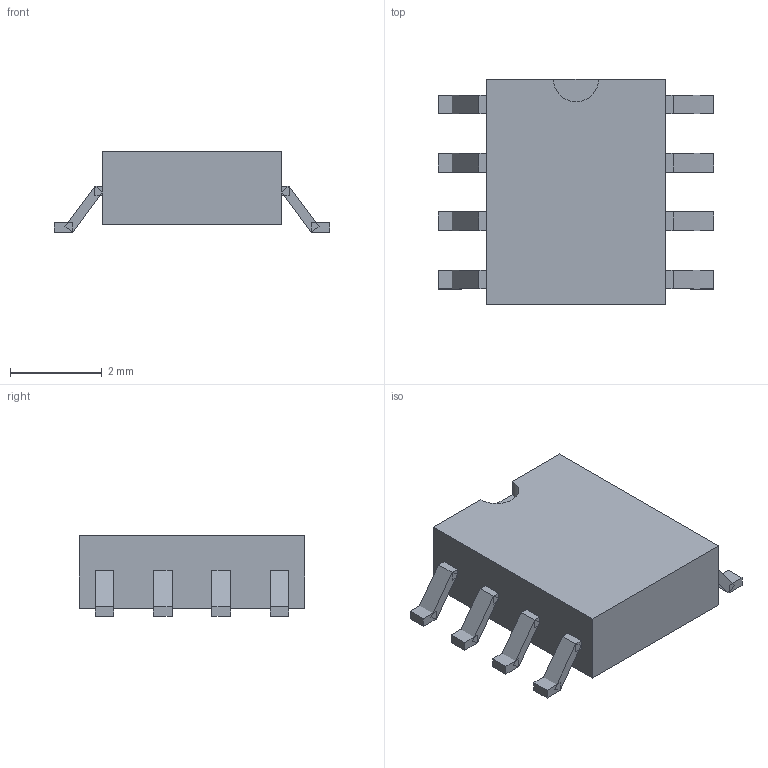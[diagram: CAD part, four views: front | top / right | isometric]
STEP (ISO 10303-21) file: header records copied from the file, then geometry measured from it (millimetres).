
FILE_DESCRIPTION(('FreeCAD Model'),'2;1');
FILE_NAME('LME49720MA','2017-08-05T17:08:35',( 'Author'),('SamacSys'),'','','Unknown' );
FILE_SCHEMA(('AUTOMOTIVE_DESIGN_CC2 { 1 2 10303 214 -1 1 5 4 }'));
Length unit declared in the file: millimetre
Products named in the file (26): ASSEMBLY; Pin1Ident; Shoulder0001; Leg0001; Foot0001; Shoulder0002; Leg0002; Foot0002; Shoulder0003; Foot0003; Leg0003; Shoulder0004; Leg0004; Foot0004; Shoulder0005; Leg0005; Foot0005; Shoulder0006; Leg0006; Foot0006; Shoulder0007; Leg0007; Foot0007; Shoulder0008; Leg0008; Foot0008
Assembly tree (25 placements, depth 2):
  ASSEMBLY
    Pin1Ident
    Shoulder0001
    Leg0001
    Foot0001
    Shoulder0002
    Leg0002
    Foot0002
    Shoulder0003
    Foot0003
    Leg0003
    Shoulder0004
    Leg0004
    Foot0004
    Shoulder0005
    Leg0005
    Foot0005
    Shoulder0006
    Leg0006
    Foot0006
    Shoulder0007
    Leg0007
    Foot0007
    Shoulder0008
    Leg0008
    Foot0008
Bounding box: 6 x 4.9 x 1.75 mm (x, y, z)
Volume: 31.1 mm3; surface area: 86.5 mm2
Topology: 25 solids, 25 shells, 152 faces, 306 edges, 204 vertices
Faces by surface type: plane 151, cylinder 1
Entity records: 8513 total; most frequent: CARTESIAN_POINT 1310, DIRECTION 1271, LINE 910, VECTOR 910, ORIENTED_EDGE 612, PCURVE 612, DEFINITIONAL_REPRESENTATION 612, EDGE_CURVE 306
